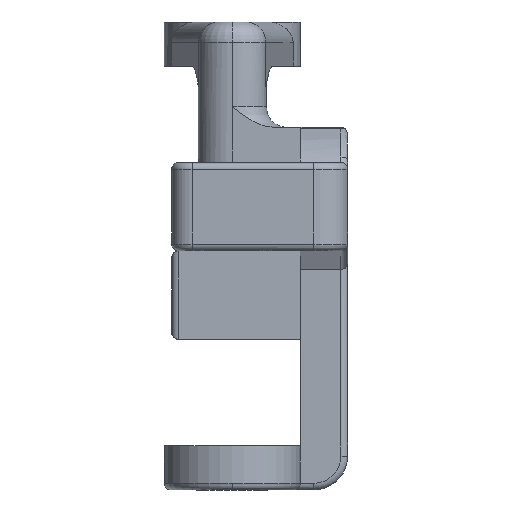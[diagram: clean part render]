
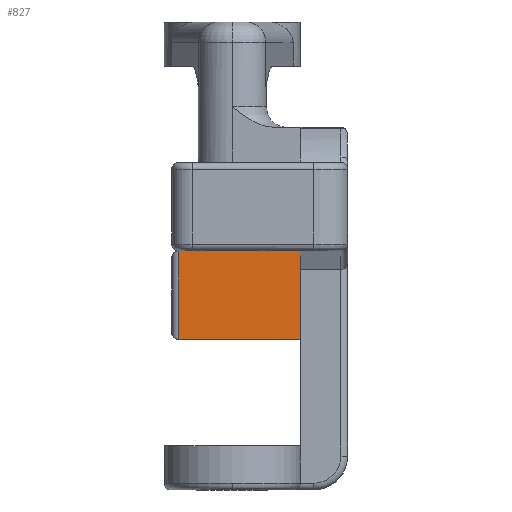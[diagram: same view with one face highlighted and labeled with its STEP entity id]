
A CAD part, left-side view. The second image highlights one B-rep face of the part: STEP entity #827.
In plain terms, the highlighted planar face has unit normal (-1, 0, 0).
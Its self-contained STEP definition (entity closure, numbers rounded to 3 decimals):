
#137 = VERTEX_POINT ( 'NONE', #2458 ) ;
#171 = CARTESIAN_POINT ( 'NONE',  ( -28.4, 1.4, -48.613 ) ) ;
#195 = DIRECTION ( 'NONE',  ( 0., 0., 1. ) ) ;
#265 = CARTESIAN_POINT ( 'NONE',  ( -28.4, -16.5, -48.613 ) ) ;
#509 = CARTESIAN_POINT ( 'NONE',  ( -28.4, -16.5, -48.613 ) ) ;
#518 = CARTESIAN_POINT ( 'NONE',  ( -28.4, -16.5, -47.613 ) ) ;
#577 = EDGE_CURVE ( 'NONE', #3387, #137, #594, .T. ) ;
#594 = LINE ( 'NONE', #1250, #1704 ) ;
#607 = EDGE_CURVE ( 'NONE', #137, #1249, #1210, .T. ) ;
#742 = FACE_OUTER_BOUND ( 'NONE', #1745, .T. ) ;
#827 = ADVANCED_FACE ( 'NONE', ( #742 ), #1640, .F. ) ;
#930 = ORIENTED_EDGE ( 'NONE', *, *, #1332, .T. ) ;
#1210 = LINE ( 'NONE', #2145, #2954 ) ;
#1249 = VERTEX_POINT ( 'NONE', #171 ) ;
#1250 = CARTESIAN_POINT ( 'NONE',  ( -28.4, 2.4, -35.613 ) ) ;
#1332 = EDGE_CURVE ( 'NONE', #3347, #3387, #3206, .T. ) ;
#1347 = DIRECTION ( 'NONE',  ( 1., 0., 0. ) ) ;
#1466 = CARTESIAN_POINT ( 'NONE',  ( -28.4, -16.5, -35.613 ) ) ;
#1522 = DIRECTION ( 'NONE',  ( 0., 0., -1. ) ) ;
#1586 = ORIENTED_EDGE ( 'NONE', *, *, #607, .T. ) ;
#1622 = ORIENTED_EDGE ( 'NONE', *, *, #2867, .F. ) ;
#1640 = PLANE ( 'NONE',  #3771 ) ;
#1704 = VECTOR ( 'NONE', #2417, 1000. ) ;
#1745 = EDGE_LOOP ( 'NONE', ( #2223, #1586, #1622, #930 ) ) ;
#2004 = LINE ( 'NONE', #265, #2673 ) ;
#2145 = CARTESIAN_POINT ( 'NONE',  ( -28.4, 1.4, -47.613 ) ) ;
#2223 = ORIENTED_EDGE ( 'NONE', *, *, #577, .T. ) ;
#2417 = DIRECTION ( 'NONE',  ( 0., 1., 0. ) ) ;
#2458 = CARTESIAN_POINT ( 'NONE',  ( -28.4, 1.4, -35.613 ) ) ;
#2654 = VECTOR ( 'NONE', #195, 1000. ) ;
#2673 = VECTOR ( 'NONE', #2872, 1000. ) ;
#2867 = EDGE_CURVE ( 'NONE', #3347, #1249, #2004, .T. ) ;
#2872 = DIRECTION ( 'NONE',  ( 0., 1., 0. ) ) ;
#2951 = DIRECTION ( 'NONE',  ( 0., 0., -1. ) ) ;
#2954 = VECTOR ( 'NONE', #1522, 1000. ) ;
#3206 = LINE ( 'NONE', #518, #2654 ) ;
#3347 = VERTEX_POINT ( 'NONE', #509 ) ;
#3387 = VERTEX_POINT ( 'NONE', #1466 ) ;
#3449 = CARTESIAN_POINT ( 'NONE',  ( -28.4, 2.4, -47.613 ) ) ;
#3771 = AXIS2_PLACEMENT_3D ( 'NONE', #3449, #1347, #2951 ) ;
